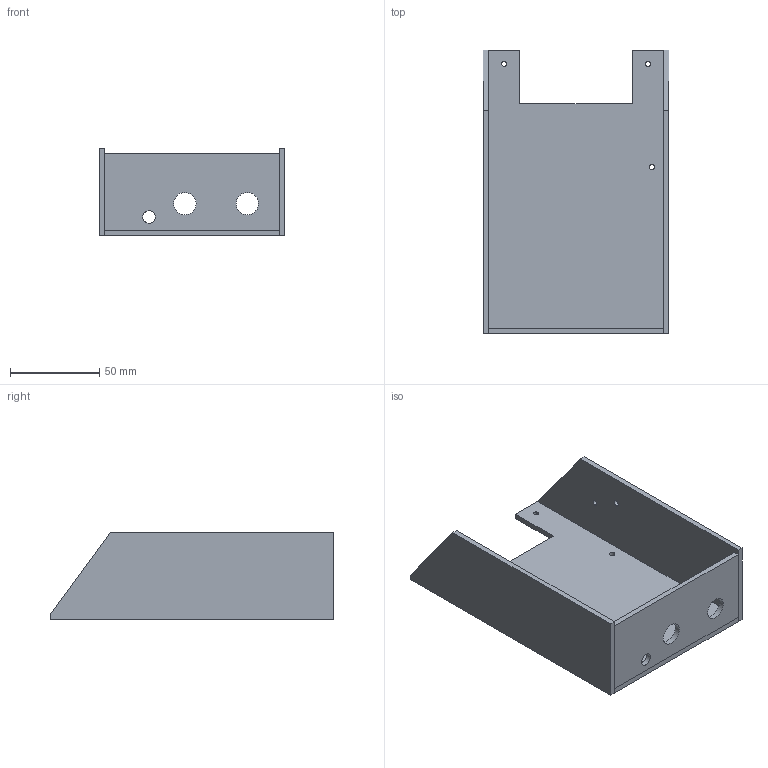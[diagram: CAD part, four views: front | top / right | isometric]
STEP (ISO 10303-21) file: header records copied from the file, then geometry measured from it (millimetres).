
FILE_DESCRIPTION(/* description */ (''),/* implementation_level */ '2;1');
FILE_NAME(/* name */ 'PSU Casing v1.step',/* time_stamp */ '2024-07-06T13:03:34+01:00',/* author */ (''),/* organization */ (''),/* preprocessor_version */ 'ST-DEVELOPER v20',/* originating_system */ 'Autodesk Translation Framework v12.20.1.177',/* authorisation */ '');
FILE_SCHEMA (('AUTOMOTIVE_DESIGN { 1 0 10303 214 3 1 1 }'));
Length unit declared in the file: millimetre
Products named in the file (1): PSU Casing
Bounding box: 104 x 158.75 x 49 mm (x, y, z)
Volume: 94708.6 mm3; surface area: 68500.5 mm2
Topology: 4 solids, 4 shells, 47 faces, 117 edges, 78 vertices
Faces by surface type: plane 30, cylinder 11, bspline 6
Full cylindrical faces by diameter (mm): 3 x1, 3.2 x1, 7 x1, 12.5 x2
Entity records: 1738 total; most frequent: CARTESIAN_POINT 561, ORIENTED_EDGE 234, DIRECTION 211, EDGE_CURVE 117, LINE 83, VECTOR 83, VERTEX_POINT 78, AXIS2_PLACEMENT_3D 64
